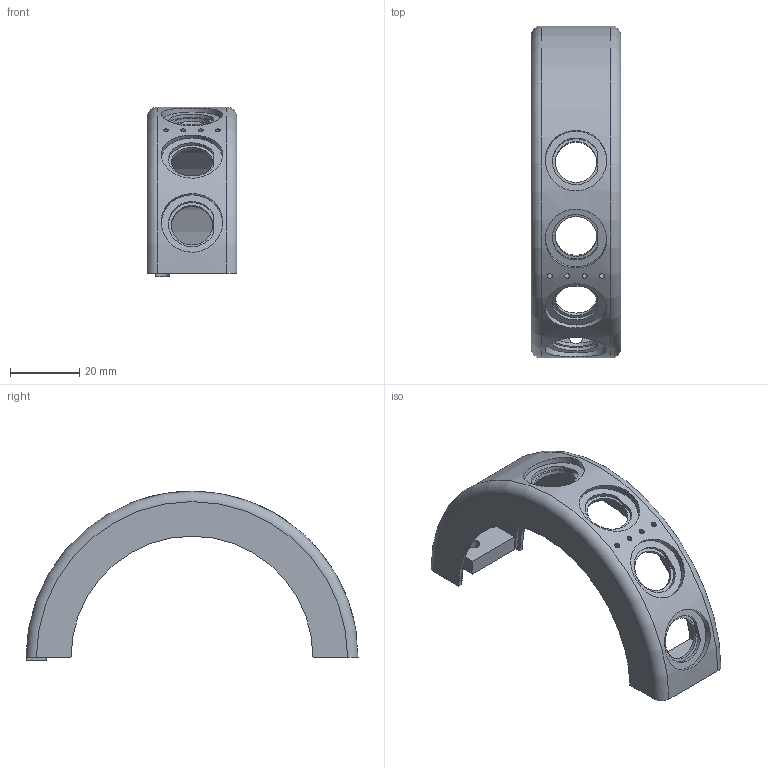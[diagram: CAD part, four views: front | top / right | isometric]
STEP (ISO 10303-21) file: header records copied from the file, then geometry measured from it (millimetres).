
FILE_DESCRIPTION(/* description */ (''),/* implementation_level */ '2;1');
FILE_NAME(/* name */ 'UpperPartFront.stp',/* time_stamp */ '2025-07-28T08:12:37+02:00',/* author */ ('ahorat'),/* organization */ (''),/* preprocessor_version */ 'ST-DEVELOPER v20',/* originating_system */ 'Autodesk Inventor 2025',/* authorisation */ '');
FILE_SCHEMA (('AUTOMOTIVE_DESIGN { 1 0 10303 214 3 1 1 }'));
Length unit declared in the file: millimetre
Products named in the file (1): Upper_Part
Bounding box: 26 x 96 x 49 mm (x, y, z)
Volume: 15349 mm3; surface area: 13670.1 mm2
Topology: 1 solids, 1 shells, 85 faces, 232 edges, 157 vertices
Faces by surface type: plane 49, cylinder 34, torus 2
Full cylindrical faces by diameter (mm): 1.5 x4, 3.8 x2, 12 x4, 17.8 x4
Entity records: 3151 total; most frequent: CARTESIAN_POINT 887, ORIENTED_EDGE 464, DIRECTION 442, EDGE_CURVE 232, VERTEX_POINT 157, AXIS2_PLACEMENT_3D 148, LINE 146, VECTOR 146
